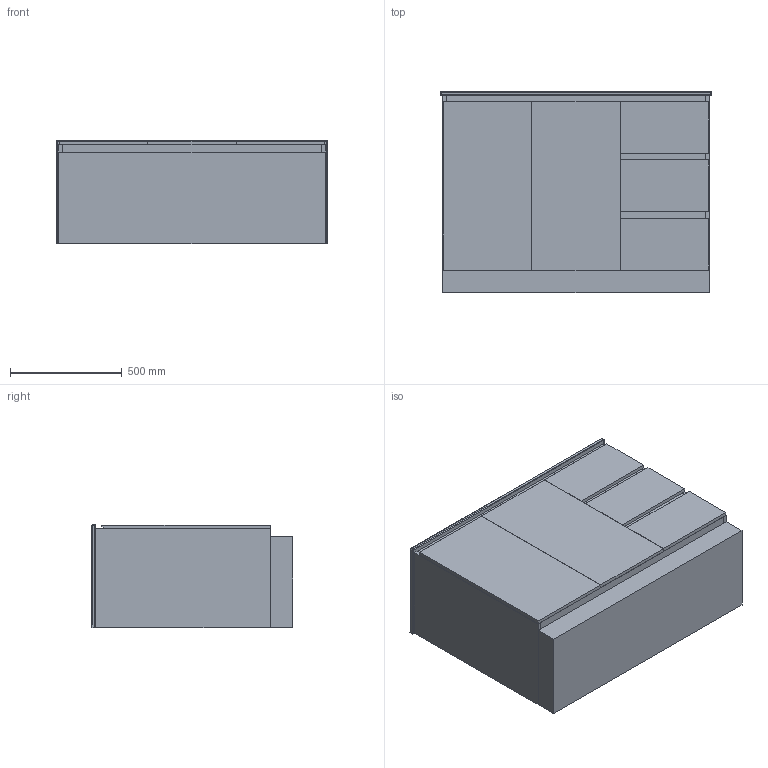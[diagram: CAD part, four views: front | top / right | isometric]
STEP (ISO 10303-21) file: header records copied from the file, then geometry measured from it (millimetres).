
FILE_DESCRIPTION (( 'STEP AP214' ), '1' );
FILE_NAME ('FD Ceramic 1200 WK ASSEM.STEP', '2019-03-06T04:53:52', ( '' ), ( '' ), 'SwSTEP 2.0', 'SolidWorks 2015', '' );
FILE_SCHEMA (( 'AUTOMOTIVE_DESIGN' ));
Length unit declared in the file: millimetre
Products named in the file (5): FD Ceramic 1200 WK ASSEM; 1200 Spirit top ASSEM; CERAMIC OVERFLOW COVER; 1200 Spirit top; FD Ceramic 1200 WK
Assembly tree (4 placements, depth 3):
  FD Ceramic 1200 WK ASSEM
    FD Ceramic 1200 WK
    1200 Spirit top ASSEM
      1200 Spirit top
      CERAMIC OVERFLOW COVER
Bounding box: 1210 x 899.1 x 460 mm (x, y, z)
Volume: 120230280.6 mm3; surface area: 10713965 mm2
Topology: 13 solids, 13 shells, 169 faces, 370 edges, 221 vertices
Faces by surface type: plane 115, cylinder 30, sphere 10, torus 8, bspline 6
Entity records: 5302 total; most frequent: CARTESIAN_POINT 1072, DIRECTION 774, ORIENTED_EDGE 720, EDGE_CURVE 360, LINE 264, VECTOR 264, AXIS2_PLACEMENT_3D 255, VERTEX_POINT 221
